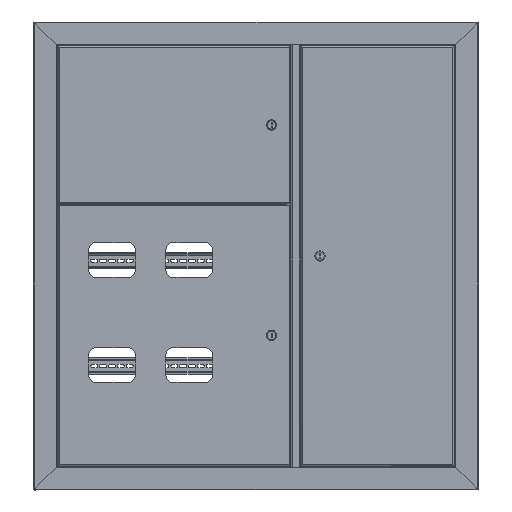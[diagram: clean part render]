
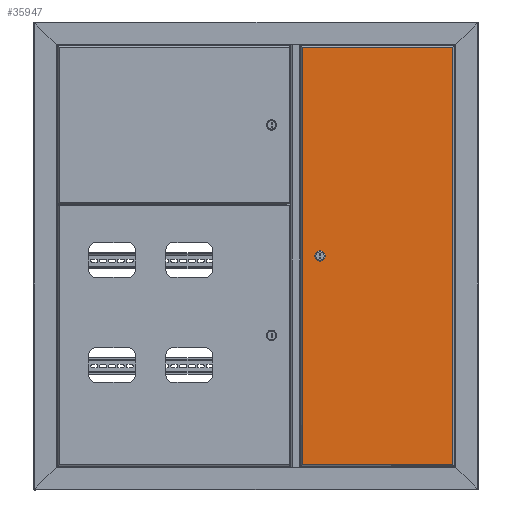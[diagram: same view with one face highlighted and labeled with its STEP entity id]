
A CAD part, top view. The second image highlights one B-rep face of the part: STEP entity #35947.
In plain terms, the highlighted planar face has unit normal (0, 0, 1).
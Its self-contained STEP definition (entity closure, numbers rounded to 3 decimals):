
#1755 = ORIENTED_EDGE ( 'NONE', *, *, #29627, .T. ) ;
#3653 = LINE ( 'NONE', #7536, #52079 ) ;
#3977 = CARTESIAN_POINT ( 'NONE',  ( 894.7, 324., 0. ) ) ;
#4668 = VERTEX_POINT ( 'NONE', #4902 ) ;
#4701 = CARTESIAN_POINT ( 'NONE',  ( 451.849, 48.5, 0. ) ) ;
#4902 = CARTESIAN_POINT ( 'NONE',  ( 1.7, 324., 0. ) ) ;
#6728 = CIRCLE ( 'NONE', #39073, 9.25 ) ;
#7179 = CARTESIAN_POINT ( 'NONE',  ( 0., 325.7, 0. ) ) ;
#7536 = CARTESIAN_POINT ( 'NONE',  ( 1.7, 1.7, 0. ) ) ;
#7877 = EDGE_LOOP ( 'NONE', ( #39076, #54754, #14912, #1755 ) ) ;
#9969 = ORIENTED_EDGE ( 'NONE', *, *, #22348, .F. ) ;
#10592 = CARTESIAN_POINT ( 'NONE',  ( 451.849, 31.5, 0. ) ) ;
#10728 = CARTESIAN_POINT ( 'NONE',  ( 894.7, 0., 0. ) ) ;
#11466 = LINE ( 'NONE', #38871, #33181 ) ;
#11527 = EDGE_CURVE ( 'NONE', #51360, #57313, #6728, .T. ) ;
#12001 = DIRECTION ( 'NONE',  ( 1., 0., 0. ) ) ;
#12336 = VECTOR ( 'NONE', #19679, 1000. ) ;
#13086 = CARTESIAN_POINT ( 'NONE',  ( 448.2, 40., 0. ) ) ;
#13505 = CARTESIAN_POINT ( 'NONE',  ( 444.551, 48.5, 0. ) ) ;
#13624 = EDGE_LOOP ( 'NONE', ( #16181, #33217, #9969, #57908, #43112 ) ) ;
#14339 = CARTESIAN_POINT ( 'NONE',  ( 1.7, 324.293, 0. ) ) ;
#14877 = DIRECTION ( 'NONE',  ( 1., 0., 0. ) ) ;
#14912 = ORIENTED_EDGE ( 'NONE', *, *, #23935, .T. ) ;
#15041 = VECTOR ( 'NONE', #48197, 1000. ) ;
#15084 = DIRECTION ( 'NONE',  ( 1., 0., 0. ) ) ;
#15846 = DIRECTION ( 'NONE',  ( -1., 0., 0. ) ) ;
#16050 = CIRCLE ( 'NONE', #42681, 9.25 ) ;
#16181 = ORIENTED_EDGE ( 'NONE', *, *, #24224, .F. ) ;
#17932 = CIRCLE ( 'NONE', #33149, 9.25 ) ;
#19679 = DIRECTION ( 'NONE',  ( -1., 0., 0. ) ) ;
#20775 = VERTEX_POINT ( 'NONE', #3977 ) ;
#21180 = DIRECTION ( 'NONE',  ( 0., 0., -1. ) ) ;
#22348 = EDGE_CURVE ( 'NONE', #53951, #51360, #17932, .T. ) ;
#23488 = CARTESIAN_POINT ( 'NONE',  ( 444.551, 31.5, 0. ) ) ;
#23799 = VECTOR ( 'NONE', #32111, 1000. ) ;
#23935 = EDGE_CURVE ( 'NONE', #20775, #4668, #24713, .T. ) ;
#24224 = EDGE_CURVE ( 'NONE', #57313, #25918, #27344, .T. ) ;
#24713 = LINE ( 'NONE', #29175, #12336 ) ;
#25918 = VERTEX_POINT ( 'NONE', #13505 ) ;
#27344 = LINE ( 'NONE', #4701, #23799 ) ;
#27950 = CARTESIAN_POINT ( 'NONE',  ( 457.45, 40., 0. ) ) ;
#28114 = EDGE_CURVE ( 'NONE', #51886, #20775, #28903, .T. ) ;
#28901 = EDGE_CURVE ( 'NONE', #53242, #53951, #11466, .T. ) ;
#28903 = LINE ( 'NONE', #10728, #15041 ) ;
#29175 = CARTESIAN_POINT ( 'NONE',  ( 894.993, 324., 0. ) ) ;
#29627 = EDGE_CURVE ( 'NONE', #4668, #56591, #37555, .T. ) ;
#31526 = CARTESIAN_POINT ( 'NONE',  ( 451.849, 48.5, 0. ) ) ;
#31550 = DIRECTION ( 'NONE',  ( 0., 0., 1. ) ) ;
#32111 = DIRECTION ( 'NONE',  ( -1., 0., 0. ) ) ;
#32506 = DIRECTION ( 'NONE',  ( 0., -1., 0. ) ) ;
#33149 = AXIS2_PLACEMENT_3D ( 'NONE', #50236, #41018, #33281 ) ;
#33181 = VECTOR ( 'NONE', #51660, 1000. ) ;
#33217 = ORIENTED_EDGE ( 'NONE', *, *, #11527, .F. ) ;
#33281 = DIRECTION ( 'NONE',  ( 1., 0., 0. ) ) ;
#34580 = FACE_BOUND ( 'NONE', #13624, .T. ) ;
#35947 = ADVANCED_FACE ( 'NONE', ( #34580, #38191 ), #56314, .F. ) ;
#37500 = CARTESIAN_POINT ( 'NONE',  ( 448.2, 40., 0. ) ) ;
#37555 = LINE ( 'NONE', #14339, #47437 ) ;
#38191 = FACE_OUTER_BOUND ( 'NONE', #7877, .T. ) ;
#38871 = CARTESIAN_POINT ( 'NONE',  ( 451.849, 31.5, 0. ) ) ;
#39073 = AXIS2_PLACEMENT_3D ( 'NONE', #37500, #55636, #14877 ) ;
#39076 = ORIENTED_EDGE ( 'NONE', *, *, #48271, .T. ) ;
#41018 = DIRECTION ( 'NONE',  ( 0., 0., 1. ) ) ;
#42681 = AXIS2_PLACEMENT_3D ( 'NONE', #13086, #31550, #15084 ) ;
#43112 = ORIENTED_EDGE ( 'NONE', *, *, #54823, .F. ) ;
#46337 = CARTESIAN_POINT ( 'NONE',  ( 1.7, 1.7, 0. ) ) ;
#46984 = AXIS2_PLACEMENT_3D ( 'NONE', #7179, #21180, #15846 ) ;
#47437 = VECTOR ( 'NONE', #32506, 1000. ) ;
#48197 = DIRECTION ( 'NONE',  ( 0., 1., 0. ) ) ;
#48271 = EDGE_CURVE ( 'NONE', #56591, #51886, #3653, .T. ) ;
#50236 = CARTESIAN_POINT ( 'NONE',  ( 448.2, 40., 0. ) ) ;
#51360 = VERTEX_POINT ( 'NONE', #27950 ) ;
#51660 = DIRECTION ( 'NONE',  ( 1., 0., 0. ) ) ;
#51886 = VERTEX_POINT ( 'NONE', #54945 ) ;
#52079 = VECTOR ( 'NONE', #12001, 1000. ) ;
#53242 = VERTEX_POINT ( 'NONE', #23488 ) ;
#53951 = VERTEX_POINT ( 'NONE', #10592 ) ;
#54754 = ORIENTED_EDGE ( 'NONE', *, *, #28114, .T. ) ;
#54823 = EDGE_CURVE ( 'NONE', #25918, #53242, #16050, .T. ) ;
#54945 = CARTESIAN_POINT ( 'NONE',  ( 894.7, 1.7, 0. ) ) ;
#55636 = DIRECTION ( 'NONE',  ( 0., 0., 1. ) ) ;
#56314 = PLANE ( 'NONE',  #46984 ) ;
#56591 = VERTEX_POINT ( 'NONE', #46337 ) ;
#57313 = VERTEX_POINT ( 'NONE', #31526 ) ;
#57908 = ORIENTED_EDGE ( 'NONE', *, *, #28901, .F. ) ;
